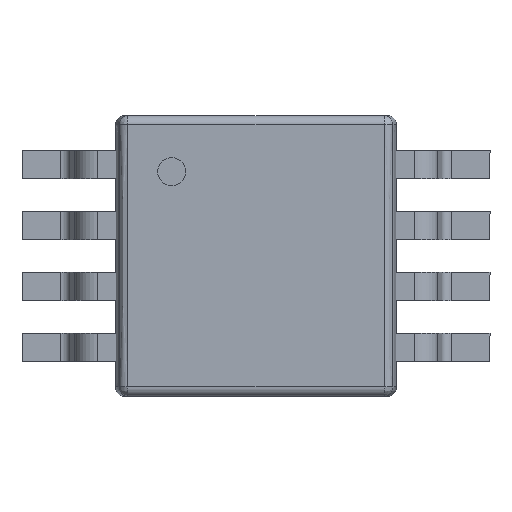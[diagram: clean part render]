
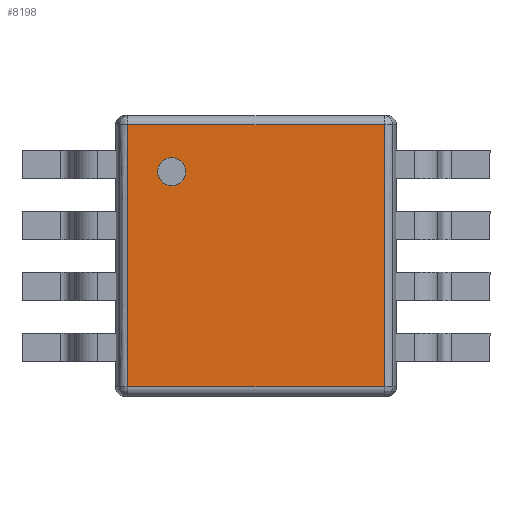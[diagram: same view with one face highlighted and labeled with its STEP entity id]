
A CAD part, top view. The second image highlights one B-rep face of the part: STEP entity #8198.
In plain terms, the highlighted planar face has unit normal (0, 0, 1).
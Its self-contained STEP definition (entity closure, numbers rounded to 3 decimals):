
#92 = EDGE_CURVE ( 'NONE', #7242, #5307, #7053, .T. ) ;
#121 = VECTOR ( 'NONE', #7264, 1000. ) ;
#140 = DIRECTION ( 'NONE',  ( 0., 0., -1. ) ) ;
#339 = CARTESIAN_POINT ( 'NONE',  ( 0.132, -2.9, 0.95 ) ) ;
#445 = VERTEX_POINT ( 'NONE', #2657 ) ;
#531 = CARTESIAN_POINT ( 'NONE',  ( 0.45, -0.6, 0.95 ) ) ;
#575 = LINE ( 'NONE', #5405, #7546 ) ;
#589 = EDGE_LOOP ( 'NONE', ( #8838, #2822, #5694, #8109 ) ) ;
#1029 = CARTESIAN_POINT ( 'NONE',  ( 2.868, -0.1, 0.95 ) ) ;
#1327 = FACE_BOUND ( 'NONE', #8228, .T. ) ;
#1790 = ORIENTED_EDGE ( 'NONE', *, *, #3476, .T. ) ;
#1990 = FACE_OUTER_BOUND ( 'NONE', #589, .T. ) ;
#2197 = CARTESIAN_POINT ( 'NONE',  ( 2.868, -1.304, 0.95 ) ) ;
#2657 = CARTESIAN_POINT ( 'NONE',  ( 2.868, -2.9, 0.95 ) ) ;
#2822 = ORIENTED_EDGE ( 'NONE', *, *, #6089, .F. ) ;
#2978 = CARTESIAN_POINT ( 'NONE',  ( 0.132, -0.1, 0.95 ) ) ;
#3342 = CARTESIAN_POINT ( 'NONE',  ( 0.132, -1.5, 0.95 ) ) ;
#3476 = EDGE_CURVE ( 'NONE', #3758, #6757, #6560, .T. ) ;
#3601 = DIRECTION ( 'NONE',  ( 0., 0., 1. ) ) ;
#3619 = EDGE_CURVE ( 'NONE', #445, #4361, #575, .T. ) ;
#3758 = VERTEX_POINT ( 'NONE', #8943 ) ;
#3868 = DIRECTION ( 'NONE',  ( -1., 0., 0. ) ) ;
#4361 = VERTEX_POINT ( 'NONE', #339 ) ;
#4968 = PLANE ( 'NONE',  #7092 ) ;
#5112 = DIRECTION ( 'NONE',  ( -1., 0., 0. ) ) ;
#5122 = VECTOR ( 'NONE', #8959, 1000. ) ;
#5307 = VERTEX_POINT ( 'NONE', #1029 ) ;
#5405 = CARTESIAN_POINT ( 'NONE',  ( 1.5, -2.9, 0.95 ) ) ;
#5672 = DIRECTION ( 'NONE',  ( 1., 0., 0. ) ) ;
#5694 = ORIENTED_EDGE ( 'NONE', *, *, #92, .F. ) ;
#5795 = ORIENTED_EDGE ( 'NONE', *, *, #8937, .T. ) ;
#5857 = LINE ( 'NONE', #2197, #121 ) ;
#5988 = VECTOR ( 'NONE', #6160, 1000. ) ;
#5996 = AXIS2_PLACEMENT_3D ( 'NONE', #6737, #8177, #3868 ) ;
#6089 = EDGE_CURVE ( 'NONE', #5307, #445, #5857, .T. ) ;
#6160 = DIRECTION ( 'NONE',  ( 0., -1., 0. ) ) ;
#6476 = CARTESIAN_POINT ( 'NONE',  ( 1.5, -1.5, 0.95 ) ) ;
#6499 = EDGE_CURVE ( 'NONE', #7242, #4361, #7993, .T. ) ;
#6560 = CIRCLE ( 'NONE', #8014, 0.15 ) ;
#6737 = CARTESIAN_POINT ( 'NONE',  ( 0.6, -0.6, 0.95 ) ) ;
#6757 = VERTEX_POINT ( 'NONE', #531 ) ;
#7053 = LINE ( 'NONE', #7525, #5122 ) ;
#7092 = AXIS2_PLACEMENT_3D ( 'NONE', #6476, #3601, #5672 ) ;
#7242 = VERTEX_POINT ( 'NONE', #2978 ) ;
#7264 = DIRECTION ( 'NONE',  ( 0., -1., 0. ) ) ;
#7355 = CARTESIAN_POINT ( 'NONE',  ( 0.6, -0.6, 0.95 ) ) ;
#7525 = CARTESIAN_POINT ( 'NONE',  ( 1.5, -0.1, 0.95 ) ) ;
#7546 = VECTOR ( 'NONE', #8311, 1000. ) ;
#7993 = LINE ( 'NONE', #3342, #5988 ) ;
#8014 = AXIS2_PLACEMENT_3D ( 'NONE', #7355, #140, #5112 ) ;
#8109 = ORIENTED_EDGE ( 'NONE', *, *, #6499, .T. ) ;
#8177 = DIRECTION ( 'NONE',  ( 0., 0., -1. ) ) ;
#8198 = ADVANCED_FACE ( 'NONE', ( #1990, #1327 ), #4968, .T. ) ;
#8228 = EDGE_LOOP ( 'NONE', ( #5795, #1790 ) ) ;
#8255 = CIRCLE ( 'NONE', #5996, 0.15 ) ;
#8311 = DIRECTION ( 'NONE',  ( -1., 0., 0. ) ) ;
#8838 = ORIENTED_EDGE ( 'NONE', *, *, #3619, .F. ) ;
#8937 = EDGE_CURVE ( 'NONE', #6757, #3758, #8255, .T. ) ;
#8943 = CARTESIAN_POINT ( 'NONE',  ( 0.75, -0.6, 0.95 ) ) ;
#8959 = DIRECTION ( 'NONE',  ( 1., 0., 0. ) ) ;
